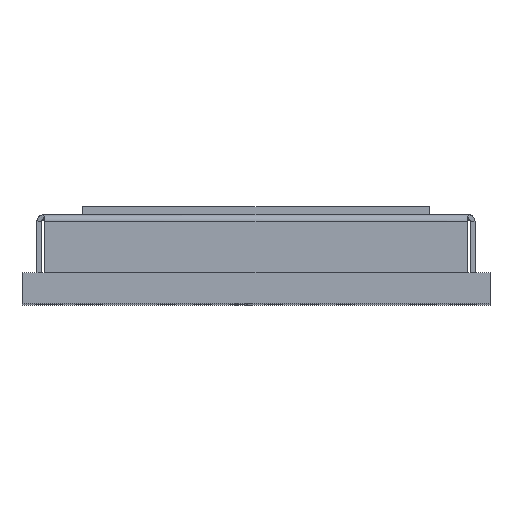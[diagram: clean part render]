
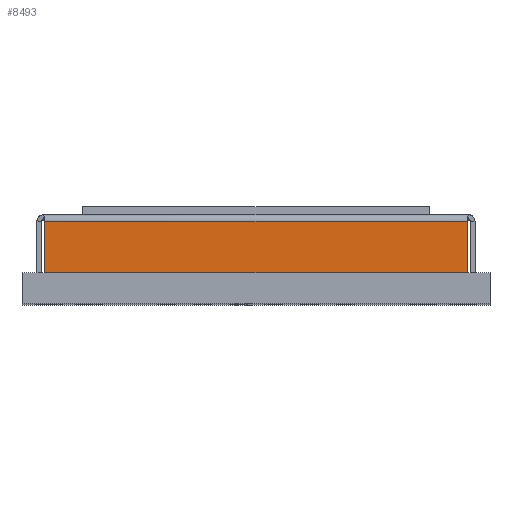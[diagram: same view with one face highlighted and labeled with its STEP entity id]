
A CAD part, top view. The second image highlights one B-rep face of the part: STEP entity #8493.
In plain terms, the highlighted planar face has unit normal (0, 0, 1).
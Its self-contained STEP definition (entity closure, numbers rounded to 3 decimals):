
#100 = PLANE('',#101);
#101 = AXIS2_PLACEMENT_3D('',#102,#103,#104);
#102 = CARTESIAN_POINT('',(0.,0.7,0.));
#103 = DIRECTION('',(0.,1.,0.));
#104 = DIRECTION('',(0.,0.,1.));
#6840 = VERTEX_POINT('',#6841);
#6841 = CARTESIAN_POINT('',(4.744,0.7,7.429));
#6855 = PLANE('',#6856);
#6856 = AXIS2_PLACEMENT_3D('',#6857,#6858,#6859);
#6857 = CARTESIAN_POINT('',(4.744,1.9,7.329));
#6858 = DIRECTION('',(1.,0.,0.));
#6859 = DIRECTION('',(0.,1.,0.));
#6867 = EDGE_CURVE('',#6840,#6868,#6870,.T.);
#6868 = VERTEX_POINT('',#6869);
#6869 = CARTESIAN_POINT('',(-4.744,0.7,7.429));
#6870 = SURFACE_CURVE('',#6871,(#6875,#6882),.PCURVE_S1.);
#6871 = LINE('',#6872,#6873);
#6872 = CARTESIAN_POINT('',(-4.915,0.7,7.429));
#6873 = VECTOR('',#6874,1.);
#6874 = DIRECTION('',(-1.,0.,0.));
#6875 = PCURVE('',#100,#6876);
#6876 = DEFINITIONAL_REPRESENTATION('',(#6877),#6881);
#6877 = LINE('',#6878,#6879);
#6878 = CARTESIAN_POINT('',(7.429,-4.915));
#6879 = VECTOR('',#6880,1.);
#6880 = DIRECTION('',(0.,-1.));
#6881 = ( GEOMETRIC_REPRESENTATION_CONTEXT(2) 
PARAMETRIC_REPRESENTATION_CONTEXT() REPRESENTATION_CONTEXT('2D SPACE',''
  ) );
#6882 = PCURVE('',#6883,#6888);
#6883 = PLANE('',#6884);
#6884 = AXIS2_PLACEMENT_3D('',#6885,#6886,#6887);
#6885 = CARTESIAN_POINT('',(0.,0.,
    7.429));
#6886 = DIRECTION('',(0.,0.,1.));
#6887 = DIRECTION('',(0.,-1.,0.));
#6888 = DEFINITIONAL_REPRESENTATION('',(#6889),#6893);
#6889 = LINE('',#6890,#6891);
#6890 = CARTESIAN_POINT('',(-0.7,-4.915));
#6891 = VECTOR('',#6892,1.);
#6892 = DIRECTION('',(0.,-1.));
#6893 = ( GEOMETRIC_REPRESENTATION_CONTEXT(2) 
PARAMETRIC_REPRESENTATION_CONTEXT() REPRESENTATION_CONTEXT('2D SPACE',''
  ) );
#6909 = PLANE('',#6910);
#6910 = AXIS2_PLACEMENT_3D('',#6911,#6912,#6913);
#6911 = CARTESIAN_POINT('',(-4.744,1.9,7.329));
#6912 = DIRECTION('',(1.,0.,0.));
#6913 = DIRECTION('',(0.,1.,0.));
#8426 = EDGE_CURVE('',#6868,#8427,#8429,.T.);
#8427 = VERTEX_POINT('',#8428);
#8428 = CARTESIAN_POINT('',(-4.744,1.85,7.429));
#8429 = SURFACE_CURVE('',#8430,(#8434,#8441),.PCURVE_S1.);
#8430 = LINE('',#8431,#8432);
#8431 = CARTESIAN_POINT('',(-4.744,1.9,7.429));
#8432 = VECTOR('',#8433,1.);
#8433 = DIRECTION('',(0.,1.,0.));
#8434 = PCURVE('',#6909,#8435);
#8435 = DEFINITIONAL_REPRESENTATION('',(#8436),#8440);
#8436 = LINE('',#8437,#8438);
#8437 = CARTESIAN_POINT('',(0.,0.1));
#8438 = VECTOR('',#8439,1.);
#8439 = DIRECTION('',(1.,0.));
#8440 = ( GEOMETRIC_REPRESENTATION_CONTEXT(2) 
PARAMETRIC_REPRESENTATION_CONTEXT() REPRESENTATION_CONTEXT('2D SPACE',''
  ) );
#8441 = PCURVE('',#6883,#8442);
#8442 = DEFINITIONAL_REPRESENTATION('',(#8443),#8447);
#8443 = LINE('',#8444,#8445);
#8444 = CARTESIAN_POINT('',(-1.9,-4.744));
#8445 = VECTOR('',#8446,1.);
#8446 = DIRECTION('',(-1.,0.));
#8447 = ( GEOMETRIC_REPRESENTATION_CONTEXT(2) 
PARAMETRIC_REPRESENTATION_CONTEXT() REPRESENTATION_CONTEXT('2D SPACE',''
  ) );
#8493 = ADVANCED_FACE('',(#8494),#6883,.T.);
#8494 = FACE_BOUND('',#8495,.T.);
#8495 = EDGE_LOOP('',(#8496,#8497,#8498,#8521));
#8496 = ORIENTED_EDGE('',*,*,#8426,.F.);
#8497 = ORIENTED_EDGE('',*,*,#6867,.F.);
#8498 = ORIENTED_EDGE('',*,*,#8499,.T.);
#8499 = EDGE_CURVE('',#6840,#8500,#8502,.T.);
#8500 = VERTEX_POINT('',#8501);
#8501 = CARTESIAN_POINT('',(4.744,1.85,7.429));
#8502 = SURFACE_CURVE('',#8503,(#8507,#8514),.PCURVE_S1.);
#8503 = LINE('',#8504,#8505);
#8504 = CARTESIAN_POINT('',(4.744,0.,
    7.429));
#8505 = VECTOR('',#8506,1.);
#8506 = DIRECTION('',(0.,1.,0.));
#8507 = PCURVE('',#6883,#8508);
#8508 = DEFINITIONAL_REPRESENTATION('',(#8509),#8513);
#8509 = LINE('',#8510,#8511);
#8510 = CARTESIAN_POINT('',(0.,4.744));
#8511 = VECTOR('',#8512,1.);
#8512 = DIRECTION('',(-1.,0.));
#8513 = ( GEOMETRIC_REPRESENTATION_CONTEXT(2) 
PARAMETRIC_REPRESENTATION_CONTEXT() REPRESENTATION_CONTEXT('2D SPACE',''
  ) );
#8514 = PCURVE('',#6855,#8515);
#8515 = DEFINITIONAL_REPRESENTATION('',(#8516),#8520);
#8516 = LINE('',#8517,#8518);
#8517 = CARTESIAN_POINT('',(-1.9,0.1));
#8518 = VECTOR('',#8519,1.);
#8519 = DIRECTION('',(1.,0.));
#8520 = ( GEOMETRIC_REPRESENTATION_CONTEXT(2) 
PARAMETRIC_REPRESENTATION_CONTEXT() REPRESENTATION_CONTEXT('2D SPACE',''
  ) );
#8521 = ORIENTED_EDGE('',*,*,#8522,.T.);
#8522 = EDGE_CURVE('',#8500,#8427,#8523,.T.);
#8523 = SURFACE_CURVE('',#8524,(#8528,#8535),.PCURVE_S1.);
#8524 = LINE('',#8525,#8526);
#8525 = CARTESIAN_POINT('',(0.,1.85,7.429));
#8526 = VECTOR('',#8527,1.);
#8527 = DIRECTION('',(-1.,0.,0.));
#8528 = PCURVE('',#6883,#8529);
#8529 = DEFINITIONAL_REPRESENTATION('',(#8530),#8534);
#8530 = LINE('',#8531,#8532);
#8531 = CARTESIAN_POINT('',(-1.85,0.));
#8532 = VECTOR('',#8533,1.);
#8533 = DIRECTION('',(0.,-1.));
#8534 = ( GEOMETRIC_REPRESENTATION_CONTEXT(2) 
PARAMETRIC_REPRESENTATION_CONTEXT() REPRESENTATION_CONTEXT('2D SPACE',''
  ) );
#8535 = PCURVE('',#8536,#8541);
#8536 = CYLINDRICAL_SURFACE('',#8537,0.15);
#8537 = AXIS2_PLACEMENT_3D('',#8538,#8539,#8540);
#8538 = CARTESIAN_POINT('',(-4.765,1.85,7.279));
#8539 = DIRECTION('',(-1.,-0.,-0.));
#8540 = DIRECTION('',(0.,0.,1.));
#8541 = DEFINITIONAL_REPRESENTATION('',(#8542),#8546);
#8542 = LINE('',#8543,#8544);
#8543 = CARTESIAN_POINT('',(0.,-4.765));
#8544 = VECTOR('',#8545,1.);
#8545 = DIRECTION('',(0.,1.));
#8546 = ( GEOMETRIC_REPRESENTATION_CONTEXT(2) 
PARAMETRIC_REPRESENTATION_CONTEXT() REPRESENTATION_CONTEXT('2D SPACE',''
  ) );
